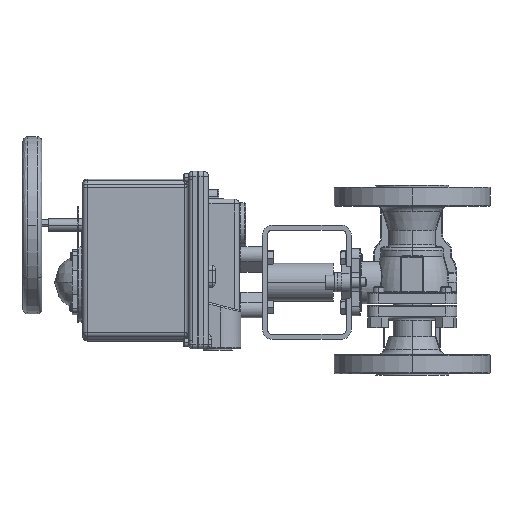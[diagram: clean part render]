
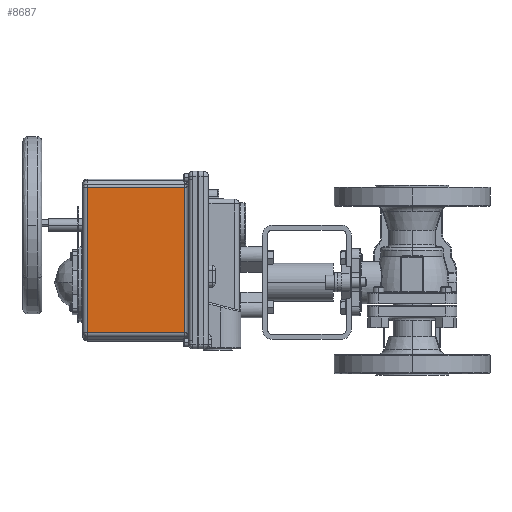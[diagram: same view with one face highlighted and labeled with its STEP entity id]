
A CAD part, left-side view. The second image highlights one B-rep face of the part: STEP entity #8687.
In plain terms, the highlighted planar face has unit normal (-1, 0, 0).
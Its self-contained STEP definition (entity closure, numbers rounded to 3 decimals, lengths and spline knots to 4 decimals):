
#248 = ORIENTED_EDGE ( 'NONE', *, *, #8911, .F. ) ;
#4289 = CARTESIAN_POINT ( 'NONE',  ( -4.315, 12.9895, 3.7373 ) ) ;
#4881 = DIRECTION ( 'NONE',  ( 0., 1., 0. ) ) ;
#7959 = CARTESIAN_POINT ( 'NONE',  ( -4.315, 8.9595, -1.9873 ) ) ;
#8177 = DIRECTION ( 'NONE',  ( 0., -1., 0. ) ) ;
#8687 = ADVANCED_FACE ( 'NONE', ( #27182 ), #12748, .F. ) ;
#8911 = EDGE_CURVE ( 'NONE', #12671, #32557, #31396, .T. ) ;
#9187 = DIRECTION ( 'NONE',  ( 1., 0., 0. ) ) ;
#11604 = AXIS2_PLACEMENT_3D ( 'NONE', #24518, #9187, #36180 ) ;
#12613 = VERTEX_POINT ( 'NONE', #22132 ) ;
#12671 = VERTEX_POINT ( 'NONE', #26963 ) ;
#12748 = PLANE ( 'NONE',  #11604 ) ;
#14857 = VERTEX_POINT ( 'NONE', #7959 ) ;
#16213 = LINE ( 'NONE', #22790, #45788 ) ;
#19681 = EDGE_CURVE ( 'NONE', #14857, #12613, #16213, .T. ) ;
#20454 = EDGE_CURVE ( 'NONE', #32557, #12613, #43286, .T. ) ;
#21849 = ORIENTED_EDGE ( 'NONE', *, *, #20454, .F. ) ;
#21954 = LINE ( 'NONE', #31862, #30977 ) ;
#22132 = CARTESIAN_POINT ( 'NONE',  ( -4.315, 8.9595, 3.7373 ) ) ;
#22790 = CARTESIAN_POINT ( 'NONE',  ( -4.315, 8.9595, -2.315 ) ) ;
#24518 = CARTESIAN_POINT ( 'NONE',  ( -4.315, 12.9895, -2.315 ) ) ;
#26653 = DIRECTION ( 'NONE',  ( 0., 0., 1. ) ) ;
#26963 = CARTESIAN_POINT ( 'NONE',  ( -4.315, 12.802, -1.9873 ) ) ;
#27143 = ORIENTED_EDGE ( 'NONE', *, *, #41128, .F. ) ;
#27182 = FACE_OUTER_BOUND ( 'NONE', #38535, .T. ) ;
#29622 = CARTESIAN_POINT ( 'NONE',  ( -4.315, 12.802, 3.7373 ) ) ;
#30977 = VECTOR ( 'NONE', #4881, 39.3701 ) ;
#31396 = LINE ( 'NONE', #48969, #49515 ) ;
#31862 = CARTESIAN_POINT ( 'NONE',  ( -4.315, 12.9895, -1.9873 ) ) ;
#32557 = VERTEX_POINT ( 'NONE', #29622 ) ;
#33069 = VECTOR ( 'NONE', #8177, 39.3701 ) ;
#33283 = ORIENTED_EDGE ( 'NONE', *, *, #19681, .T. ) ;
#36180 = DIRECTION ( 'NONE',  ( 0., 0., -1. ) ) ;
#38535 = EDGE_LOOP ( 'NONE', ( #27143, #33283, #21849, #248 ) ) ;
#40595 = DIRECTION ( 'NONE',  ( 0., 0., 1. ) ) ;
#41128 = EDGE_CURVE ( 'NONE', #14857, #12671, #21954, .T. ) ;
#43286 = LINE ( 'NONE', #4289, #33069 ) ;
#45788 = VECTOR ( 'NONE', #26653, 39.3701 ) ;
#48969 = CARTESIAN_POINT ( 'NONE',  ( -4.315, 12.802, -2.315 ) ) ;
#49515 = VECTOR ( 'NONE', #40595, 39.3701 ) ;
